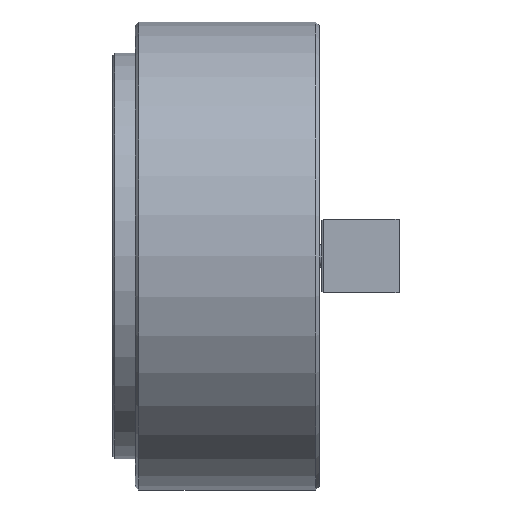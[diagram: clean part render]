
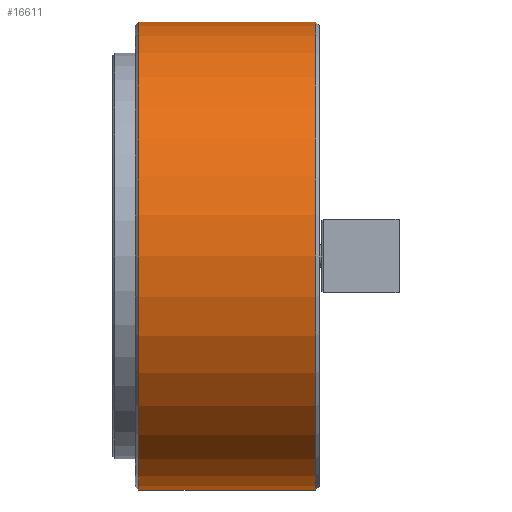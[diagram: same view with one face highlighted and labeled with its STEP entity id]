
A CAD part, front view. The second image highlights one B-rep face of the part: STEP entity #16611.
In plain terms, the highlighted cylindrical face has radius 127 mm (diameter 254 mm), a partial arc.
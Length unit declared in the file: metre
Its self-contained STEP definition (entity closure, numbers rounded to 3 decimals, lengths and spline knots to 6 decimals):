
#2231 = VERTEX_POINT ( 'NONE', #3808 ) ;
#2232 = VERTEX_POINT ( 'NONE', #3809 ) ;
#2235 = VERTEX_POINT ( 'NONE', #3812 ) ;
#2236 = VERTEX_POINT ( 'NONE', #3813 ) ;
#3808 = CARTESIAN_POINT ( 'NONE',  ( -0.002, 0., 0.127 ) ) ;
#3809 = CARTESIAN_POINT ( 'NONE',  ( -0.002, 0., -0.127 ) ) ;
#3812 = CARTESIAN_POINT ( 'NONE',  ( -0.098, 0., -0.127 ) ) ;
#3813 = CARTESIAN_POINT ( 'NONE',  ( -0.098, 0., 0.127 ) ) ;
#6620 = VECTOR ( 'NONE', #20597, 1. ) ;
#6630 = VECTOR ( 'NONE', #20601, 1. ) ;
#6852 = CIRCLE ( 'NONE', #6855, 0.127 ) ;
#6854 = CIRCLE ( 'NONE', #6857, 0.127 ) ;
#6855 = AXIS2_PLACEMENT_3D ( 'NONE', #20961, #20962, #20963 ) ;
#6857 = AXIS2_PLACEMENT_3D ( 'NONE', #20965, #20966, #20967 ) ;
#7152 = AXIS2_PLACEMENT_3D ( 'NONE', #10454, #10449, #10456 ) ;
#8936 = ORIENTED_EDGE ( 'NONE', *, *, #16215, .F. ) ;
#8938 = ORIENTED_EDGE ( 'NONE', *, *, #16216, .T. ) ;
#8939 = ORIENTED_EDGE ( 'NONE', *, *, #16337, .T. ) ;
#8941 = ORIENTED_EDGE ( 'NONE', *, *, #16338, .T. ) ;
#10449 = DIRECTION ( 'NONE',  ( 1., 0., 0. ) ) ;
#10452 = FACE_OUTER_BOUND ( 'NONE', #15113, .T. ) ;
#10454 = CARTESIAN_POINT ( 'NONE',  ( 0., 0., 0. ) ) ;
#10455 = CYLINDRICAL_SURFACE ( 'NONE', #7152, 0.127 ) ;
#10456 = DIRECTION ( 'NONE',  ( 0., 0., -1. ) ) ;
#15113 = EDGE_LOOP ( 'NONE', ( #8936, #8939, #8938, #8941 ) ) ;
#16215 = EDGE_CURVE ( 'NONE', #2236, #2231, #20591, .T. ) ;
#16216 = EDGE_CURVE ( 'NONE', #2235, #2232, #20598, .T. ) ;
#16337 = EDGE_CURVE ( 'NONE', #2236, #2235, #6852, .T. ) ;
#16338 = EDGE_CURVE ( 'NONE', #2232, #2231, #6854, .T. ) ;
#16611 = ADVANCED_FACE ( 'NONE', ( #10452 ), #10455, .T. ) ;
#20591 = LINE ( 'NONE', #20596, #6620 ) ;
#20596 = CARTESIAN_POINT ( 'NONE',  ( 0., 0., 0.127 ) ) ;
#20597 = DIRECTION ( 'NONE',  ( 1., 0., 0. ) ) ;
#20598 = LINE ( 'NONE', #20600, #6630 ) ;
#20600 = CARTESIAN_POINT ( 'NONE',  ( 0., 0., -0.127 ) ) ;
#20601 = DIRECTION ( 'NONE',  ( 1., 0., 0. ) ) ;
#20961 = CARTESIAN_POINT ( 'NONE',  ( -0.098, 0., 0. ) ) ;
#20962 = DIRECTION ( 'NONE',  ( 1., 0., 0. ) ) ;
#20963 = DIRECTION ( 'NONE',  ( 0., 0., 1. ) ) ;
#20965 = CARTESIAN_POINT ( 'NONE',  ( -0.002, 0., 0. ) ) ;
#20966 = DIRECTION ( 'NONE',  ( -1., 0., 0. ) ) ;
#20967 = DIRECTION ( 'NONE',  ( 0., 0., -1. ) ) ;
